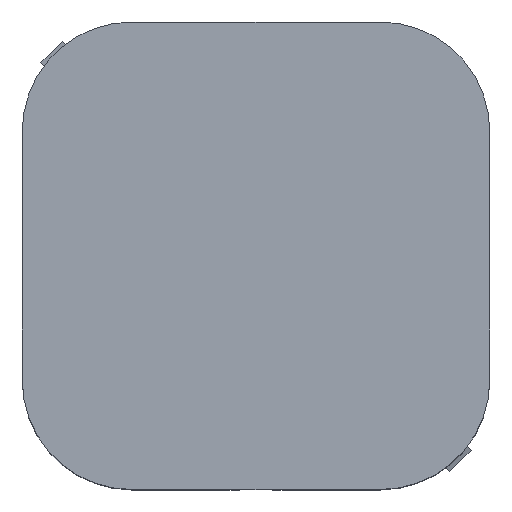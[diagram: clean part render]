
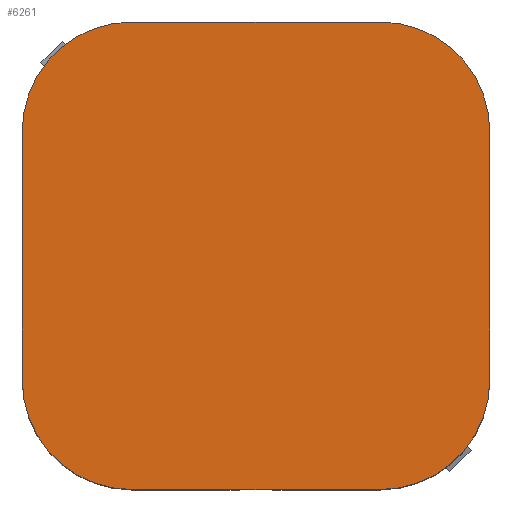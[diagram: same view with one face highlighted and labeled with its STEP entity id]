
A CAD part, top view. The second image highlights one B-rep face of the part: STEP entity #6261.
In plain terms, the highlighted planar face has unit normal (0, 0, 1).
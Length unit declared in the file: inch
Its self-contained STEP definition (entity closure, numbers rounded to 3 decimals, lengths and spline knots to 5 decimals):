
#2279=CARTESIAN_POINT('',(0.12992,-0.24409,0.40748));
#2280=VERTEX_POINT('',#2279);
#2287=CARTESIAN_POINT('',(-0.12992,-0.24409,0.40748));
#2288=VERTEX_POINT('',#2287);
#2289=CARTESIAN_POINT('',(0.12992,-0.24409,0.40748));
#2290=DIRECTION('',(-1.0,0.0,0.0));
#2291=VECTOR('',#2290,0.25984);
#2292=LINE('',#2289,#2291);
#2293=EDGE_CURVE('',#2280,#2288,#2292,.T.);
#2310=CARTESIAN_POINT('',(-0.24409,-0.12992,0.40748));
#2311=VERTEX_POINT('',#2310);
#2312=CARTESIAN_POINT('',(-0.12992,-0.12992,0.40748));
#2313=DIRECTION('',(0.0,0.0,-1.0));
#2314=DIRECTION('',(-0.707,-0.707,0.0));
#2315=AXIS2_PLACEMENT_3D('',#2312,#2313,#2314);
#2316=CIRCLE('',#2315,0.11417);
#2317=EDGE_CURVE('',#2288,#2311,#2316,.T.);
#2335=CARTESIAN_POINT('',(-0.24409,0.12992,0.40748));
#2336=VERTEX_POINT('',#2335);
#2345=CARTESIAN_POINT('',(-0.24409,-0.12992,0.40748));
#2346=DIRECTION('',(0.0,1.0,0.0));
#2347=VECTOR('',#2346,0.25984);
#2348=LINE('',#2345,#2347);
#2349=EDGE_CURVE('',#2311,#2336,#2348,.T.);
#2359=CARTESIAN_POINT('',(-0.12992,0.24409,0.40748));
#2360=VERTEX_POINT('',#2359);
#2361=CARTESIAN_POINT('',(-0.12992,0.12992,0.40748));
#2362=DIRECTION('',(0.0,0.0,-1.0));
#2363=DIRECTION('',(-0.707,0.707,0.0));
#2364=AXIS2_PLACEMENT_3D('',#2361,#2362,#2363);
#2365=CIRCLE('',#2364,0.11417);
#2366=EDGE_CURVE('',#2336,#2360,#2365,.T.);
#2387=CARTESIAN_POINT('',(0.12992,0.24409,0.40748));
#2388=VERTEX_POINT('',#2387);
#2389=CARTESIAN_POINT('',(-0.12992,0.24409,0.40748));
#2390=DIRECTION('',(1.0,0.0,0.0));
#2391=VECTOR('',#2390,0.25984);
#2392=LINE('',#2389,#2391);
#2393=EDGE_CURVE('',#2360,#2388,#2392,.T.);
#6213=CARTESIAN_POINT('',(0.24409,-0.12992,0.40748));
#6214=VERTEX_POINT('',#6213);
#6215=CARTESIAN_POINT('',(0.12992,-0.12992,0.40748));
#6216=DIRECTION('',(0.0,0.0,-1.0));
#6217=DIRECTION('',(0.707,-0.707,0.0));
#6218=AXIS2_PLACEMENT_3D('',#6215,#6216,#6217);
#6219=CIRCLE('',#6218,0.11417);
#6220=EDGE_CURVE('',#6214,#2280,#6219,.T.);
#6233=CARTESIAN_POINT('',(-0.2685,-0.2685,0.40748));
#6234=DIRECTION('',(0.0,0.0,1.0));
#6235=DIRECTION('',(1.0,0.0,0.0));
#6236=AXIS2_PLACEMENT_3D('',#6233,#6234,#6235);
#6237=PLANE('',#6236);
#6238=CARTESIAN_POINT('',(0.24409,0.12992,0.40748));
#6239=VERTEX_POINT('',#6238);
#6240=CARTESIAN_POINT('',(0.12992,0.12992,0.40748));
#6241=DIRECTION('',(0.0,0.0,-1.0));
#6242=DIRECTION('',(0.707,0.707,0.0));
#6243=AXIS2_PLACEMENT_3D('',#6240,#6241,#6242);
#6244=CIRCLE('',#6243,0.11417);
#6245=EDGE_CURVE('',#2388,#6239,#6244,.T.);
#6246=ORIENTED_EDGE('',*,*,#6245,.F.);
#6247=ORIENTED_EDGE('',*,*,#2393,.F.);
#6248=ORIENTED_EDGE('',*,*,#2366,.F.);
#6249=ORIENTED_EDGE('',*,*,#2349,.F.);
#6250=ORIENTED_EDGE('',*,*,#2317,.F.);
#6251=ORIENTED_EDGE('',*,*,#2293,.F.);
#6252=ORIENTED_EDGE('',*,*,#6220,.F.);
#6253=CARTESIAN_POINT('',(0.24409,0.12992,0.40748));
#6254=DIRECTION('',(0.0,-1.0,0.0));
#6255=VECTOR('',#6254,0.25984);
#6256=LINE('',#6253,#6255);
#6257=EDGE_CURVE('',#6239,#6214,#6256,.T.);
#6258=ORIENTED_EDGE('',*,*,#6257,.F.);
#6259=EDGE_LOOP('',(#6246,#6247,#6248,#6249,#6250,#6251,#6252,#6258));
#6260=FACE_OUTER_BOUND('',#6259,.T.);
#6261=ADVANCED_FACE('',(#6260),#6237,.T.);
